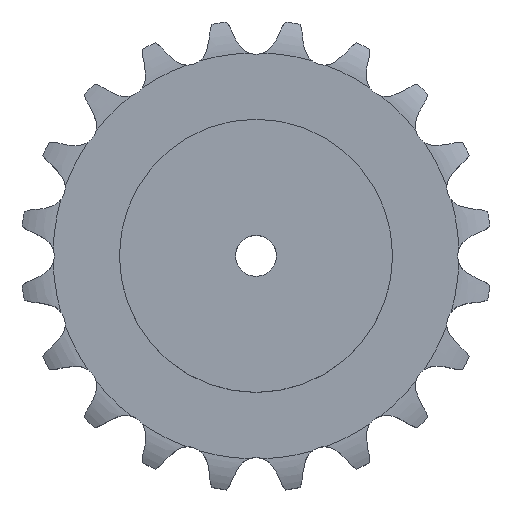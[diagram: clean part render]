
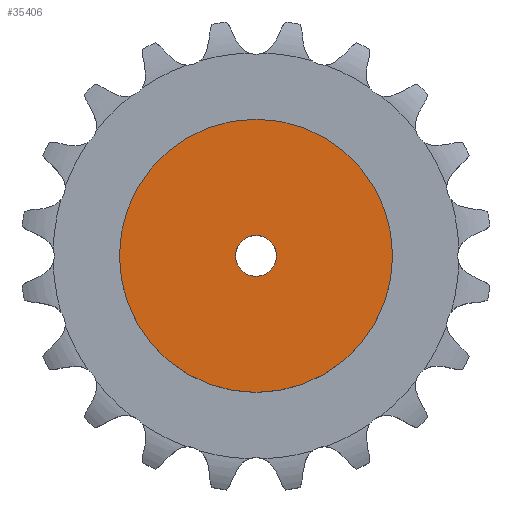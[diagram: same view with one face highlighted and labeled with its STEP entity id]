
A CAD part, top view. The second image highlights one B-rep face of the part: STEP entity #35406.
In plain terms, the highlighted planar face has unit normal (0, 0, 1).
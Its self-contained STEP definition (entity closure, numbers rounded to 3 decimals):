
#18829 = CYLINDRICAL_SURFACE('',#18830,15.);
#18830 = AXIS2_PLACEMENT_3D('',#18831,#18832,#18833);
#18831 = CARTESIAN_POINT('',(0.,0.,545.35));
#18832 = DIRECTION('',(0.,0.,1.));
#18833 = DIRECTION('',(1.,0.,0.));
#23961 = EDGE_CURVE('',#23962,#23962,#23964,.T.);
#23962 = VERTEX_POINT('',#23963);
#23963 = CARTESIAN_POINT('',(15.,0.,120.));
#23964 = SURFACE_CURVE('',#23965,(#23970,#23977),.PCURVE_S1.);
#23965 = CIRCLE('',#23966,15.);
#23966 = AXIS2_PLACEMENT_3D('',#23967,#23968,#23969);
#23967 = CARTESIAN_POINT('',(0.,0.,120.));
#23968 = DIRECTION('',(0.,0.,1.));
#23969 = DIRECTION('',(1.,0.,0.));
#23970 = PCURVE('',#18829,#23971);
#23971 = DEFINITIONAL_REPRESENTATION('',(#23972),#23976);
#23972 = LINE('',#23973,#23974);
#23973 = CARTESIAN_POINT('',(0.,-425.35));
#23974 = VECTOR('',#23975,1.);
#23975 = DIRECTION('',(1.,0.));
#23976 = ( GEOMETRIC_REPRESENTATION_CONTEXT(2) 
PARAMETRIC_REPRESENTATION_CONTEXT() REPRESENTATION_CONTEXT('2D SPACE',''
  ) );
#23977 = PCURVE('',#23978,#23983);
#23978 = PLANE('',#23979);
#23979 = AXIS2_PLACEMENT_3D('',#23980,#23981,#23982);
#23980 = CARTESIAN_POINT('',(0.,0.,120.
    ));
#23981 = DIRECTION('',(0.,0.,1.));
#23982 = DIRECTION('',(1.,0.,0.));
#23983 = DEFINITIONAL_REPRESENTATION('',(#23984),#23988);
#23984 = CIRCLE('',#23985,15.);
#23985 = AXIS2_PLACEMENT_2D('',#23986,#23987);
#23986 = CARTESIAN_POINT('',(0.,0.));
#23987 = DIRECTION('',(1.,0.));
#23988 = ( GEOMETRIC_REPRESENTATION_CONTEXT(2) 
PARAMETRIC_REPRESENTATION_CONTEXT() REPRESENTATION_CONTEXT('2D SPACE',''
  ) );
#35406 = ADVANCED_FACE('',(#35407,#35438),#23978,.T.);
#35407 = FACE_BOUND('',#35408,.T.);
#35408 = EDGE_LOOP('',(#35409));
#35409 = ORIENTED_EDGE('',*,*,#35410,.T.);
#35410 = EDGE_CURVE('',#35411,#35411,#35413,.T.);
#35411 = VERTEX_POINT('',#35412);
#35412 = CARTESIAN_POINT('',(100.,0.,120.));
#35413 = SURFACE_CURVE('',#35414,(#35419,#35426),.PCURVE_S1.);
#35414 = CIRCLE('',#35415,100.);
#35415 = AXIS2_PLACEMENT_3D('',#35416,#35417,#35418);
#35416 = CARTESIAN_POINT('',(0.,0.,120.));
#35417 = DIRECTION('',(0.,0.,1.));
#35418 = DIRECTION('',(1.,0.,0.));
#35419 = PCURVE('',#23978,#35420);
#35420 = DEFINITIONAL_REPRESENTATION('',(#35421),#35425);
#35421 = CIRCLE('',#35422,100.);
#35422 = AXIS2_PLACEMENT_2D('',#35423,#35424);
#35423 = CARTESIAN_POINT('',(0.,0.));
#35424 = DIRECTION('',(1.,0.));
#35425 = ( GEOMETRIC_REPRESENTATION_CONTEXT(2) 
PARAMETRIC_REPRESENTATION_CONTEXT() REPRESENTATION_CONTEXT('2D SPACE',''
  ) );
#35426 = PCURVE('',#35427,#35432);
#35427 = CYLINDRICAL_SURFACE('',#35428,100.);
#35428 = AXIS2_PLACEMENT_3D('',#35429,#35430,#35431);
#35429 = CARTESIAN_POINT('',(0.,0.,0.));
#35430 = DIRECTION('',(-0.,-0.,-1.));
#35431 = DIRECTION('',(1.,0.,0.));
#35432 = DEFINITIONAL_REPRESENTATION('',(#35433),#35437);
#35433 = LINE('',#35434,#35435);
#35434 = CARTESIAN_POINT('',(-0.,-120.));
#35435 = VECTOR('',#35436,1.);
#35436 = DIRECTION('',(-1.,0.));
#35437 = ( GEOMETRIC_REPRESENTATION_CONTEXT(2) 
PARAMETRIC_REPRESENTATION_CONTEXT() REPRESENTATION_CONTEXT('2D SPACE',''
  ) );
#35438 = FACE_BOUND('',#35439,.T.);
#35439 = EDGE_LOOP('',(#35440));
#35440 = ORIENTED_EDGE('',*,*,#23961,.F.);
